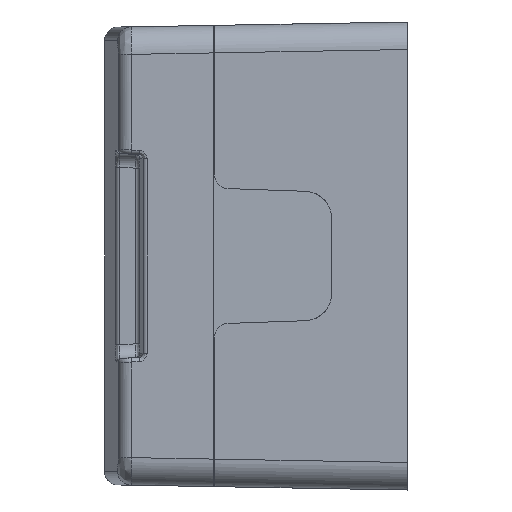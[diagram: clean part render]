
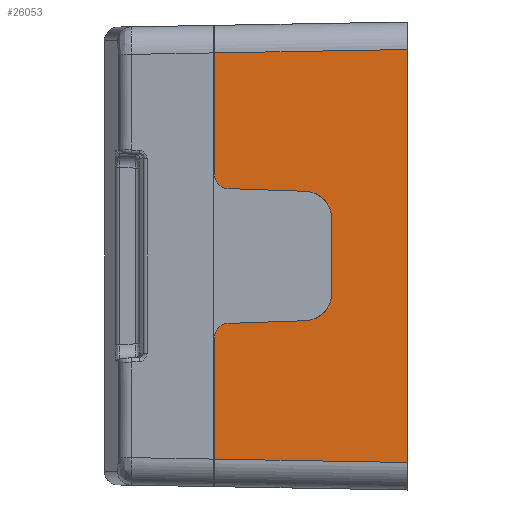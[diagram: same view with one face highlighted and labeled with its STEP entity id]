
A CAD part, left-side view. The second image highlights one B-rep face of the part: STEP entity #26053.
In plain terms, the highlighted planar face has unit normal (-1, 0.018, 0).
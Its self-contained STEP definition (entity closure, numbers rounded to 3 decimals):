
#3129=CARTESIAN_POINT('',(-103.,0.,-15.));
#6333=CARTESIAN_POINT('',(-102.756,14.,14.756));
#6349=CARTESIAN_POINT('',(-102.756,14.,-5.896));
#6350=CARTESIAN_POINT('',(-102.756,14.,-5.574));
#6351=CARTESIAN_POINT('',(-102.76,13.76,
-5.162));
#6352=CARTESIAN_POINT('',(-102.767,13.357,
-4.908));
#6353=CARTESIAN_POINT('',(-102.772,13.035,
-4.896));
#6355=DIRECTION('',(-0.017,-0.999,0.035));
#6356=VECTOR('',#6355,5.609);
#6357=CARTESIAN_POINT('',(-102.772,13.035,
-4.896));
#6358=LINE('',#6357,#6356);
#6359=CARTESIAN_POINT('',(-102.87,7.43,
-4.701));
#6360=CARTESIAN_POINT('',(-102.876,7.109,
-4.69));
#6361=CARTESIAN_POINT('',(-102.885,6.602,
-4.535));
#6362=CARTESIAN_POINT('',(-102.895,6.033,
-4.119));
#6363=CARTESIAN_POINT('',(-102.902,5.636,
-3.536));
#6364=CARTESIAN_POINT('',(-102.904,5.5,-3.024));
#6365=CARTESIAN_POINT('',(-102.904,5.5,-2.702));
#6367=DIRECTION('',(0.,0.,1.));
#6368=VECTOR('',#6367,5.404);
#6369=CARTESIAN_POINT('',(-102.904,5.5,-2.702));
#6370=LINE('',#6369,#6368);
#6371=CARTESIAN_POINT('',(-102.904,5.5,2.702));
#6372=CARTESIAN_POINT('',(-102.904,5.5,3.024));
#6373=CARTESIAN_POINT('',(-102.902,5.636,3.536));
#6374=CARTESIAN_POINT('',(-102.895,6.033,4.119));
#6375=CARTESIAN_POINT('',(-102.885,6.602,4.535));
#6376=CARTESIAN_POINT('',(-102.876,7.109,4.69));
#6377=CARTESIAN_POINT('',(-102.87,7.43,4.701));
#6379=DIRECTION('',(0.017,0.999,0.035));
#6380=VECTOR('',#6379,5.609);
#6381=CARTESIAN_POINT('',(-102.87,7.43,4.701));
#6382=LINE('',#6381,#6380);
#6383=DIRECTION('',(0.,0.,1.));
#6384=VECTOR('',#6383,8.86);
#6385=CARTESIAN_POINT('',(-102.756,14.,5.896));
#6386=LINE('',#6385,#6384);
#6387=DIRECTION('',(-0.017,-1.,0.017));
#6388=VECTOR('',#6387,14.004);
#6389=CARTESIAN_POINT('',(-102.756,14.,14.756));
#6390=LINE('',#6389,#6388);
#6391=DIRECTION('',(0.,0.,-1.));
#6392=VECTOR('',#6391,30.001);
#6393=CARTESIAN_POINT('',(-103.,0.,
15.));
#6394=LINE('',#6393,#6392);
#6395=DIRECTION('',(0.017,1.,0.017));
#6396=VECTOR('',#6395,14.004);
#6397=CARTESIAN_POINT('',(-103.,0.,
-15.));
#6398=LINE('',#6397,#6396);
#6399=DIRECTION('',(0.,0.,1.));
#6400=VECTOR('',#6399,8.86);
#6401=CARTESIAN_POINT('',(-102.756,14.,
-14.756));
#6402=LINE('',#6401,#6400);
#6463=CARTESIAN_POINT('',(-102.756,14.,5.896));
#6464=CARTESIAN_POINT('',(-102.756,14.,5.574));
#6465=CARTESIAN_POINT('',(-102.76,13.76,5.162));
#6466=CARTESIAN_POINT('',(-102.767,13.357,4.908));
#6467=CARTESIAN_POINT('',(-102.772,13.035,4.896));
#14169=VERTEX_POINT('',#3129);
#14171=CARTESIAN_POINT('',(-103.,0.,
15.));
#14172=VERTEX_POINT('',#14171);
#14454=VERTEX_POINT('',#6333);
#14456=CARTESIAN_POINT('',(-102.756,14.,5.896));
#14457=VERTEX_POINT('',#14456);
#14459=CARTESIAN_POINT('',(-102.756,14.,
-14.756));
#14460=CARTESIAN_POINT('',(-102.756,14.,-5.896));
#14461=VERTEX_POINT('',#14459);
#14462=VERTEX_POINT('',#14460);
#14503=VERTEX_POINT('',#6353);
#14504=CARTESIAN_POINT('',(-102.87,7.43,
-4.701));
#14505=VERTEX_POINT('',#14504);
#14506=VERTEX_POINT('',#6365);
#14507=CARTESIAN_POINT('',(-102.904,5.5,2.702));
#14508=VERTEX_POINT('',#14507);
#14509=VERTEX_POINT('',#6377);
#14510=CARTESIAN_POINT('',(-102.772,13.035,
4.896));
#14511=VERTEX_POINT('',#14510);
#26027=CARTESIAN_POINT('',(-102.878,7.,0.));
#26028=DIRECTION('',(1.,-0.017,0.));
#26029=DIRECTION('',(0.,0.,1.));
#26030=AXIS2_PLACEMENT_3D('',#26027,#26028,#26029);
#26031=PLANE('',#26030);
#26033=ORIENTED_EDGE('',*,*,#26032,.T.);
#26035=ORIENTED_EDGE('',*,*,#26034,.T.);
#26037=ORIENTED_EDGE('',*,*,#26036,.T.);
#26039=ORIENTED_EDGE('',*,*,#26038,.T.);
#26041=ORIENTED_EDGE('',*,*,#26040,.T.);
#26043=ORIENTED_EDGE('',*,*,#26042,.T.);
#26045=ORIENTED_EDGE('',*,*,#26044,.F.);
#26046=ORIENTED_EDGE('',*,*,#22410,.T.);
#26047=ORIENTED_EDGE('',*,*,#26022,.T.);
#26048=ORIENTED_EDGE('',*,*,#22065,.T.);
#26049=ORIENTED_EDGE('',*,*,#22339,.T.);
#26050=ORIENTED_EDGE('',*,*,#22357,.T.);
#26051=EDGE_LOOP('',(#26033,#26035,#26037,#26039,#26041,#26043,#26045,#26046,
#26047,#26048,#26049,#26050));
#26052=FACE_OUTER_BOUND('',#26051,.F.);
#26053=ADVANCED_FACE('',(#26052),#26031,.F.);
#6354=B_SPLINE_CURVE_WITH_KNOTS('',3,(#6349,#6350,#6351,#6352,#6353),
.UNSPECIFIED.,.F.,.F.,(4,1,4),(0.,0.5,1.),.UNSPECIFIED.);
#6366=B_SPLINE_CURVE_WITH_KNOTS('',3,(#6359,#6360,#6361,#6362,#6363,#6364,
#6365),.UNSPECIFIED.,.F.,.F.,(4,1,1,1,4),(0.,0.25,0.5,0.75,1.),
.UNSPECIFIED.);
#6378=B_SPLINE_CURVE_WITH_KNOTS('',3,(#6371,#6372,#6373,#6374,#6375,#6376,
#6377),.UNSPECIFIED.,.F.,.F.,(4,1,1,1,4),(0.,0.25,0.5,0.75,1.),
.UNSPECIFIED.);
#6468=B_SPLINE_CURVE_WITH_KNOTS('',3,(#6463,#6464,#6465,#6466,#6467),
.UNSPECIFIED.,.F.,.F.,(4,1,4),(0.,0.5,1.),.UNSPECIFIED.);
#22065=EDGE_CURVE('',#14172,#14169,#6394,.T.);
#22339=EDGE_CURVE('',#14169,#14461,#6398,.T.);
#22357=EDGE_CURVE('',#14461,#14462,#6402,.T.);
#22410=EDGE_CURVE('',#14457,#14454,#6386,.T.);
#26022=EDGE_CURVE('',#14454,#14172,#6390,.T.);
#26032=EDGE_CURVE('',#14462,#14503,#6354,.T.);
#26034=EDGE_CURVE('',#14503,#14505,#6358,.T.);
#26036=EDGE_CURVE('',#14505,#14506,#6366,.T.);
#26038=EDGE_CURVE('',#14506,#14508,#6370,.T.);
#26040=EDGE_CURVE('',#14508,#14509,#6378,.T.);
#26042=EDGE_CURVE('',#14509,#14511,#6382,.T.);
#26044=EDGE_CURVE('',#14457,#14511,#6468,.T.);
